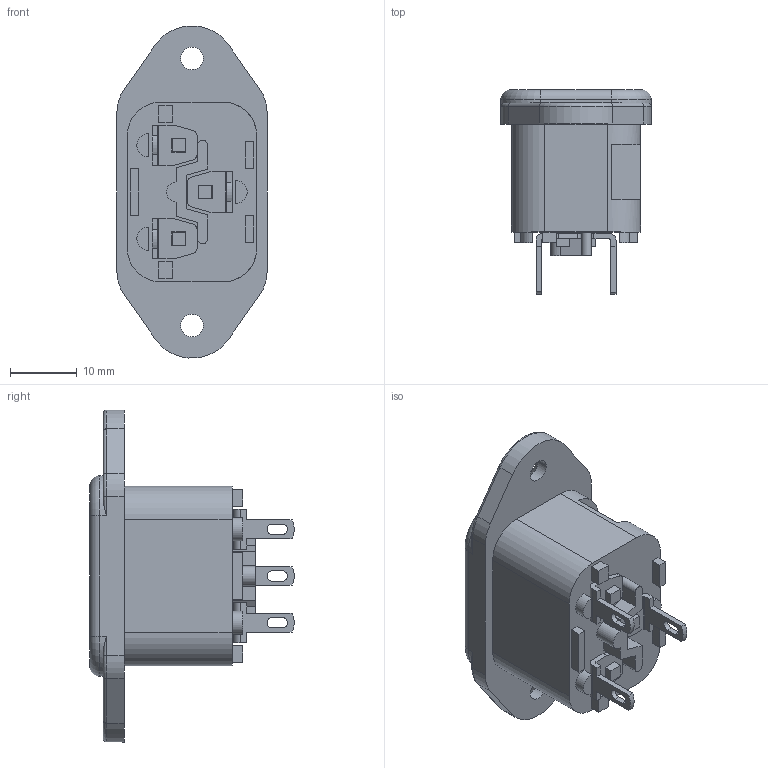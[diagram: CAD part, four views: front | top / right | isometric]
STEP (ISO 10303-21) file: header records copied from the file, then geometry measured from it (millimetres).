
FILE_DESCRIPTION (( 'STEP AP214' ), '1' );
FILE_NAME ('ACM-C4-GHS-TT_3D.step', '2024-03-07T16:48:43', ( '' ), ( '' ), 'SwSTEP 2.0', 'SolidWorks 2022', '' );
FILE_SCHEMA (( 'AUTOMOTIVE_DESIGN' ));
Length unit declared in the file: inch
Products named in the file (1): ACM-C4-GHS-TT_3D
Bounding box: 22.5 x 30.59 x 49.7 mm (x, y, z)
Volume: 5940.7 mm3; surface area: 6835.7 mm2
Topology: 7 solids, 7 shells, 340 faces, 898 edges, 584 vertices
Faces by surface type: plane 233, cylinder 93, torus 10, cone 4
Entity records: 10768 total; most frequent: CARTESIAN_POINT 2033, ORIENTED_EDGE 1796, DIRECTION 1766, EDGE_CURVE 898, LINE 696, VECTOR 696, VERTEX_POINT 584, AXIS2_PLACEMENT_3D 535
